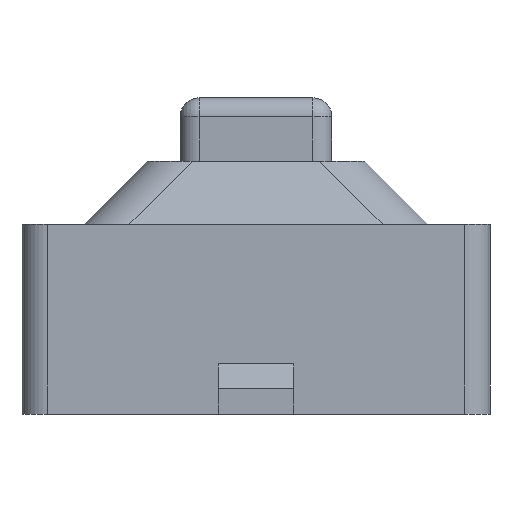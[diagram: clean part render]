
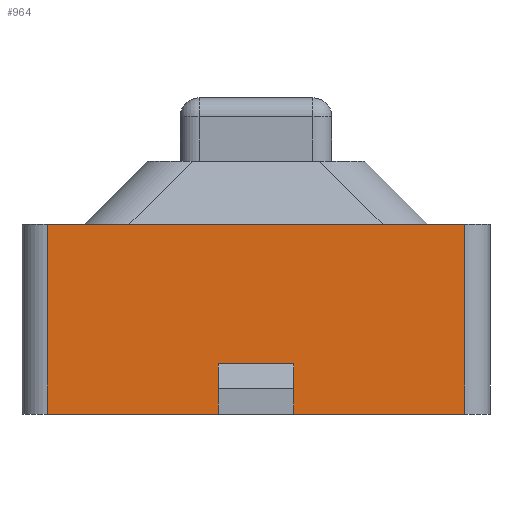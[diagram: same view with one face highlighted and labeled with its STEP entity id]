
A CAD part, left-side view. The second image highlights one B-rep face of the part: STEP entity #964.
In plain terms, the highlighted planar face has unit normal (-1, 0, 0).
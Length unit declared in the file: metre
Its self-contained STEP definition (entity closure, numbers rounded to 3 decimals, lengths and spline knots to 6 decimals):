
#297=ORIENTED_EDGE('',*,*,#478,.F.);
#298=ORIENTED_EDGE('',*,*,#468,.T.);
#299=ORIENTED_EDGE('',*,*,#476,.T.);
#300=ORIENTED_EDGE('',*,*,#462,.F.);
#301=ORIENTED_EDGE('',*,*,#371,.F.);
#302=ORIENTED_EDGE('',*,*,#368,.T.);
#303=ORIENTED_EDGE('',*,*,#372,.F.);
#304=ORIENTED_EDGE('',*,*,#366,.F.);
#366=EDGE_CURVE('',#493,#494,#582,.T.);
#368=EDGE_CURVE('',#495,#496,#584,.T.);
#371=EDGE_CURVE('',#495,#493,#587,.T.);
#372=EDGE_CURVE('',#494,#496,#588,.T.);
#462=EDGE_CURVE('',#553,#555,#651,.T.);
#468=EDGE_CURVE('',#558,#560,#654,.T.);
#476=EDGE_CURVE('',#560,#555,#660,.T.);
#478=EDGE_CURVE('',#558,#553,#662,.T.);
#493=VERTEX_POINT('',#1486);
#494=VERTEX_POINT('',#1488);
#495=VERTEX_POINT('',#1492);
#496=VERTEX_POINT('',#1493);
#553=VERTEX_POINT('',#1681);
#555=VERTEX_POINT('',#1684);
#558=VERTEX_POINT('',#1691);
#560=VERTEX_POINT('',#1695);
#582=LINE('',#1487,#682);
#584=LINE('',#1491,#684);
#587=LINE('',#1497,#687);
#588=LINE('',#1499,#688);
#651=LINE('',#1683,#751);
#654=LINE('',#1696,#754);
#660=LINE('',#1710,#760);
#662=LINE('',#1714,#762);
#682=VECTOR('',#1205,1.);
#684=VECTOR('',#1209,1.);
#687=VECTOR('',#1214,1.);
#688=VECTOR('',#1217,1.);
#751=VECTOR('',#1406,1.);
#754=VECTOR('',#1417,1.);
#760=VECTOR('',#1431,1.);
#762=VECTOR('',#1437,1.);
#814=EDGE_LOOP('',(#297,#298,#299,#300));
#815=EDGE_LOOP('',(#301,#302,#303,#304));
#872=FACE_BOUND('',#814,.T.);
#873=FACE_BOUND('',#815,.T.);
#910=PLANE('',#1168);
#964=ADVANCED_FACE('',(#872,#873),#910,.F.);
#1168=AXIS2_PLACEMENT_3D('',#1713,#1435,#1436);
#1205=DIRECTION('',(0.,0.,-1.));
#1209=DIRECTION('',(0.,0.,-1.));
#1214=DIRECTION('',(0.,1.,0.));
#1217=DIRECTION('',(0.,-1.,0.));
#1406=DIRECTION('',(0.,0.,-1.));
#1417=DIRECTION('',(0.,0.,-1.));
#1431=DIRECTION('',(0.,-1.,0.));
#1435=DIRECTION('',(1.,0.,0.));
#1436=DIRECTION('',(0.,0.,-1.));
#1437=DIRECTION('',(0.,-1.,0.));
#1486=CARTESIAN_POINT('',(-0.00305,0.0003,0.000397));
#1487=CARTESIAN_POINT('',(-0.00305,0.0003,0.000297));
#1488=CARTESIAN_POINT('',(-0.00305,0.0003,0.000197));
#1491=CARTESIAN_POINT('',(-0.00305,-0.0003,0.000297));
#1492=CARTESIAN_POINT('',(-0.00305,-0.0003,0.000397));
#1493=CARTESIAN_POINT('',(-0.00305,-0.0003,0.000197));
#1497=CARTESIAN_POINT('',(-0.00305,0.,0.000397));
#1499=CARTESIAN_POINT('',(-0.00305,0.,0.000197));
#1681=CARTESIAN_POINT('',(-0.00305,-0.00165,0.0015));
#1683=CARTESIAN_POINT('',(-0.00305,-0.00165,0.00075));
#1684=CARTESIAN_POINT('',(-0.00305,-0.00165,0.));
#1691=CARTESIAN_POINT('',(-0.00305,0.00165,0.0015));
#1695=CARTESIAN_POINT('',(-0.00305,0.00165,0.));
#1696=CARTESIAN_POINT('',(-0.00305,0.00165,0.00075));
#1710=CARTESIAN_POINT('',(-0.00305,0.,0.));
#1713=CARTESIAN_POINT('',(-0.00305,-0.00165,0.0015));
#1714=CARTESIAN_POINT('',(-0.00305,0.,0.0015));
